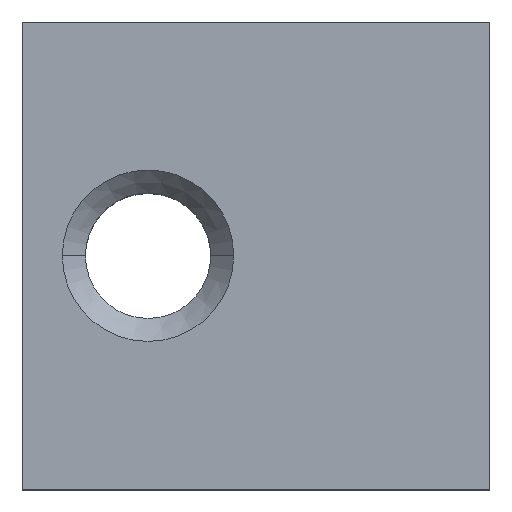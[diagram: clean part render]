
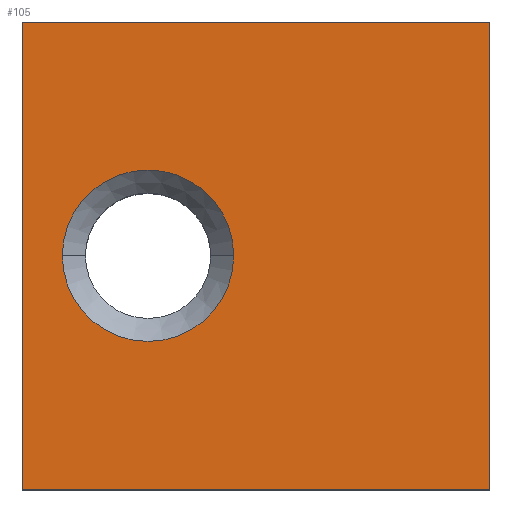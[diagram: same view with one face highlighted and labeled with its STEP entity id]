
A CAD part, top view. The second image highlights one B-rep face of the part: STEP entity #105.
In plain terms, the highlighted planar face has unit normal (0, 0, 1).
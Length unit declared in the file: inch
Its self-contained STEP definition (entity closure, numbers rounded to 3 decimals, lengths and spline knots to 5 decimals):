
#4 = CARTESIAN_POINT ( 'NONE',  ( -0.375, 0.375, 0. ) ) ;
#9 = CIRCLE ( 'NONE', #307, 0.1375 ) ;
#24 = ORIENTED_EDGE ( 'NONE', *, *, #194, .T. ) ;
#43 = VERTEX_POINT ( 'NONE', #418 ) ;
#69 = CARTESIAN_POINT ( 'NONE',  ( 0., 0., 0. ) ) ;
#73 = EDGE_CURVE ( 'NONE', #400, #197, #129, .T. ) ;
#74 = CARTESIAN_POINT ( 'NONE',  ( -0.17323, 0., 0. ) ) ;
#76 = ORIENTED_EDGE ( 'NONE', *, *, #480, .F. ) ;
#83 = EDGE_LOOP ( 'NONE', ( #445, #24, #360, #532 ) ) ;
#85 = LINE ( 'NONE', #322, #421 ) ;
#92 = DIRECTION ( 'NONE',  ( 0., 1., 0. ) ) ;
#105 = ADVANCED_FACE ( 'NONE', ( #434, #311 ), #347, .F. ) ;
#114 = AXIS2_PLACEMENT_3D ( 'NONE', #302, #389, #432 ) ;
#116 = ORIENTED_EDGE ( 'NONE', *, *, #73, .F. ) ;
#124 = EDGE_CURVE ( 'NONE', #205, #43, #261, .T. ) ;
#129 = CIRCLE ( 'NONE', #114, 0.1375 ) ;
#134 = CARTESIAN_POINT ( 'NONE',  ( -0.375, -0.375, 0. ) ) ;
#150 = DIRECTION ( 'NONE',  ( -1., 0., 0. ) ) ;
#158 = DIRECTION ( 'NONE',  ( -1., 0., 0. ) ) ;
#160 = CARTESIAN_POINT ( 'NONE',  ( -0.375, -0.375, 0. ) ) ;
#172 = VECTOR ( 'NONE', #317, 39.37008 ) ;
#192 = DIRECTION ( 'NONE',  ( 0., 0., 1. ) ) ;
#194 = EDGE_CURVE ( 'NONE', #405, #282, #266, .T. ) ;
#195 = DIRECTION ( 'NONE',  ( 1., 0., 0. ) ) ;
#197 = VERTEX_POINT ( 'NONE', #477 ) ;
#205 = VERTEX_POINT ( 'NONE', #134 ) ;
#208 = DIRECTION ( 'NONE',  ( 0., -1., 0. ) ) ;
#245 = VECTOR ( 'NONE', #150, 39.37008 ) ;
#248 = LINE ( 'NONE', #160, #539 ) ;
#249 = EDGE_CURVE ( 'NONE', #43, #405, #85, .T. ) ;
#253 = CARTESIAN_POINT ( 'NONE',  ( -0.03573, 0., 0. ) ) ;
#256 = EDGE_CURVE ( 'NONE', #282, #205, #248, .T. ) ;
#261 = LINE ( 'NONE', #429, #172 ) ;
#266 = LINE ( 'NONE', #524, #245 ) ;
#282 = VERTEX_POINT ( 'NONE', #4 ) ;
#302 = CARTESIAN_POINT ( 'NONE',  ( -0.17323, 0., 0. ) ) ;
#307 = AXIS2_PLACEMENT_3D ( 'NONE', #74, #192, #195 ) ;
#311 = FACE_OUTER_BOUND ( 'NONE', #83, .T. ) ;
#317 = DIRECTION ( 'NONE',  ( 1., 0., 0. ) ) ;
#322 = CARTESIAN_POINT ( 'NONE',  ( 0.375, -0.375, 0. ) ) ;
#347 = PLANE ( 'NONE',  #410 ) ;
#352 = EDGE_LOOP ( 'NONE', ( #116, #76 ) ) ;
#360 = ORIENTED_EDGE ( 'NONE', *, *, #256, .T. ) ;
#389 = DIRECTION ( 'NONE',  ( 0., 0., 1. ) ) ;
#400 = VERTEX_POINT ( 'NONE', #253 ) ;
#405 = VERTEX_POINT ( 'NONE', #420 ) ;
#410 = AXIS2_PLACEMENT_3D ( 'NONE', #69, #518, #158 ) ;
#418 = CARTESIAN_POINT ( 'NONE',  ( 0.375, -0.375, 0. ) ) ;
#420 = CARTESIAN_POINT ( 'NONE',  ( 0.375, 0.375, 0. ) ) ;
#421 = VECTOR ( 'NONE', #92, 39.37008 ) ;
#429 = CARTESIAN_POINT ( 'NONE',  ( -0.375, -0.375, 0. ) ) ;
#432 = DIRECTION ( 'NONE',  ( 1., 0., 0. ) ) ;
#434 = FACE_BOUND ( 'NONE', #352, .T. ) ;
#445 = ORIENTED_EDGE ( 'NONE', *, *, #249, .T. ) ;
#477 = CARTESIAN_POINT ( 'NONE',  ( -0.31073, 0., 0. ) ) ;
#480 = EDGE_CURVE ( 'NONE', #197, #400, #9, .T. ) ;
#518 = DIRECTION ( 'NONE',  ( 0., 0., -1. ) ) ;
#524 = CARTESIAN_POINT ( 'NONE',  ( -0.375, 0.375, 0. ) ) ;
#532 = ORIENTED_EDGE ( 'NONE', *, *, #124, .T. ) ;
#539 = VECTOR ( 'NONE', #208, 39.37008 ) ;
